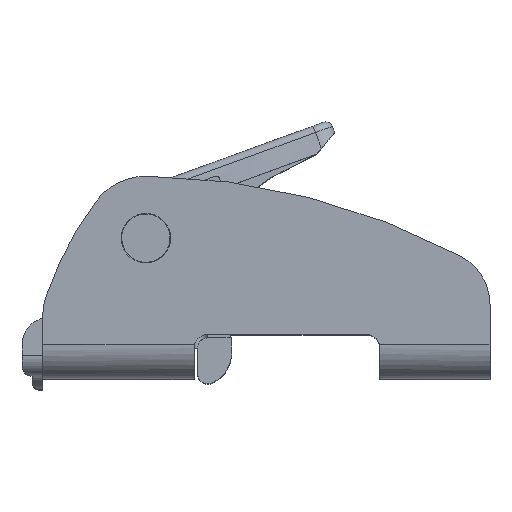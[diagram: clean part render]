
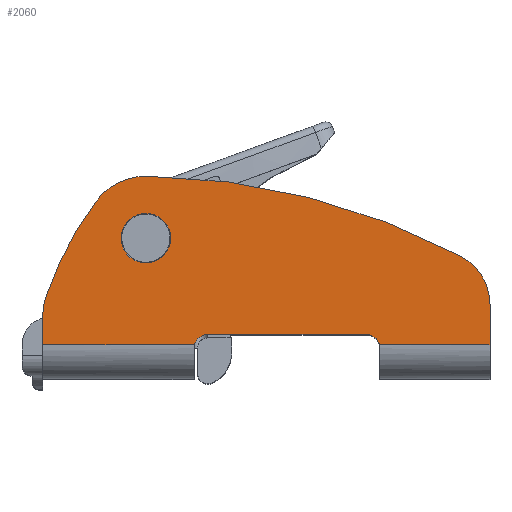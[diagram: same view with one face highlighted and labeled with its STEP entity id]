
A CAD part, top view. The second image highlights one B-rep face of the part: STEP entity #2060.
In plain terms, the highlighted planar face has unit normal (0, 0, 1).
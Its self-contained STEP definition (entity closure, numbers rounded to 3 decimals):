
#41 = CARTESIAN_POINT ( 'NONE',  ( -5., 3.928, 27.25 ) ) ;
#116 = CIRCLE ( 'NONE', #4188, 10. ) ;
#136 = CARTESIAN_POINT ( 'NONE',  ( 9., 1.5, 27.25 ) ) ;
#157 = CARTESIAN_POINT ( 'NONE',  ( 7.064, 0., 27.25 ) ) ;
#198 = DIRECTION ( 'NONE',  ( 0., 0., 1. ) ) ;
#240 = CIRCLE ( 'NONE', #4504, 2. ) ;
#354 = CIRCLE ( 'NONE', #4552, 2. ) ;
#466 = CARTESIAN_POINT ( 'NONE',  ( -15., 0., 27.25 ) ) ;
#508 = CIRCLE ( 'NONE', #5333, 100. ) ;
#563 = VERTEX_POINT ( 'NONE', #5869 ) ;
#610 = ORIENTED_EDGE ( 'NONE', *, *, #611, .T. ) ;
#611 = EDGE_CURVE ( 'NONE', #820, #5953, #1883, .T. ) ;
#733 = DIRECTION ( 'NONE',  ( 1., 0., 0. ) ) ;
#793 = VERTEX_POINT ( 'NONE', #5913 ) ;
#820 = VERTEX_POINT ( 'NONE', #3283 ) ;
#863 = CARTESIAN_POINT ( 'NONE',  ( -15., 34.5, 27.25 ) ) ;
#951 = CARTESIAN_POINT ( 'NONE',  ( 3.6, 15.5, 27.25 ) ) ;
#1082 = LINE ( 'NONE', #466, #4175 ) ;
#1107 = VERTEX_POINT ( 'NONE', #2456 ) ;
#1156 = CARTESIAN_POINT ( 'NONE',  ( -3.6, 15.5, 27.25 ) ) ;
#1222 = VERTEX_POINT ( 'NONE', #951 ) ;
#1256 = DIRECTION ( 'NONE',  ( 1., 0., 0. ) ) ;
#1351 = DIRECTION ( 'NONE',  ( 0., 0., 1. ) ) ;
#1360 = VERTEX_POINT ( 'NONE', #1156 ) ;
#1431 = EDGE_CURVE ( 'NONE', #3971, #2436, #4072, .T. ) ;
#1467 = PLANE ( 'NONE',  #2866 ) ;
#1509 = DIRECTION ( 'NONE',  ( 1., 0., 0. ) ) ;
#1621 = EDGE_CURVE ( 'NONE', #793, #1107, #1082, .T. ) ;
#1622 = LINE ( 'NONE', #4622, #5148 ) ;
#1802 = ORIENTED_EDGE ( 'NONE', *, *, #2956, .F. ) ;
#1876 = DIRECTION ( 'NONE',  ( 0., 0., 1. ) ) ;
#1883 = CIRCLE ( 'NONE', #5915, 8. ) ;
#1948 = VERTEX_POINT ( 'NONE', #157 ) ;
#1966 = DIRECTION ( 'NONE',  ( 1., 0., 0. ) ) ;
#1971 = CARTESIAN_POINT ( 'NONE',  ( 42., 5.818, 27.25 ) ) ;
#1989 = CARTESIAN_POINT ( 'NONE',  ( -14.459, 7.173, 27.25 ) ) ;
#2016 = ORIENTED_EDGE ( 'NONE', *, *, #1431, .F. ) ;
#2032 = ORIENTED_EDGE ( 'NONE', *, *, #4710, .F. ) ;
#2042 = DIRECTION ( 'NONE',  ( 0., -1., 0. ) ) ;
#2060 = ADVANCED_FACE ( 'NONE', ( #2708, #4402 ), #1467, .T. ) ;
#2093 = ORIENTED_EDGE ( 'NONE', *, *, #4871, .F. ) ;
#2105 = VECTOR ( 'NONE', #4480, 1000. ) ;
#2145 = DIRECTION ( 'NONE',  ( 0., 0., -1. ) ) ;
#2218 = CARTESIAN_POINT ( 'NONE',  ( 32., 1.5, 27.25 ) ) ;
#2250 = VECTOR ( 'NONE', #3008, 1000. ) ;
#2254 = VERTEX_POINT ( 'NONE', #3430 ) ;
#2321 = ORIENTED_EDGE ( 'NONE', *, *, #2454, .T. ) ;
#2436 = VERTEX_POINT ( 'NONE', #2529 ) ;
#2454 = EDGE_CURVE ( 'NONE', #3881, #1948, #4271, .T. ) ;
#2456 = CARTESIAN_POINT ( 'NONE',  ( 50., 0., 27.25 ) ) ;
#2506 = CARTESIAN_POINT ( 'NONE',  ( 0., 15.5, 27.25 ) ) ;
#2529 = CARTESIAN_POINT ( 'NONE',  ( -7.208, 20.89, 27.25 ) ) ;
#2570 = EDGE_CURVE ( 'NONE', #3971, #563, #116, .T. ) ;
#2574 = EDGE_LOOP ( 'NONE', ( #2016, #4936, #4102, #2321, #1802, #2032, #3718, #2904, #4281, #610, #4155, #2093 ) ) ;
#2591 = DIRECTION ( 'NONE',  ( 0., 0., -1. ) ) ;
#2642 = DIRECTION ( 'NONE',  ( 1., 0., 0. ) ) ;
#2676 = CARTESIAN_POINT ( 'NONE',  ( -15., 34.5, 27.25 ) ) ;
#2702 = EDGE_CURVE ( 'NONE', #793, #3754, #240, .T. ) ;
#2708 = FACE_BOUND ( 'NONE', #3220, .T. ) ;
#2771 = CARTESIAN_POINT ( 'NONE',  ( -1.039, -75.494, 27.25 ) ) ;
#2866 = AXIS2_PLACEMENT_3D ( 'NONE', #863, #198, #5708 ) ;
#2904 = ORIENTED_EDGE ( 'NONE', *, *, #1621, .T. ) ;
#2956 = EDGE_CURVE ( 'NONE', #3107, #1948, #354, .T. ) ;
#3007 = VECTOR ( 'NONE', #2042, 1000. ) ;
#3008 = DIRECTION ( 'NONE',  ( 1., 0., 0. ) ) ;
#3107 = VERTEX_POINT ( 'NONE', #136 ) ;
#3220 = EDGE_LOOP ( 'NONE', ( #5184, #3253 ) ) ;
#3232 = CARTESIAN_POINT ( 'NONE',  ( 32.835, -9.053, 27.25 ) ) ;
#3235 = DIRECTION ( 'NONE',  ( 1., 0., 0. ) ) ;
#3253 = ORIENTED_EDGE ( 'NONE', *, *, #3710, .F. ) ;
#3279 = DIRECTION ( 'NONE',  ( 0., 0., 1. ) ) ;
#3283 = CARTESIAN_POINT ( 'NONE',  ( 50., 5.818, 27.25 ) ) ;
#3312 = LINE ( 'NONE', #2676, #3007 ) ;
#3430 = CARTESIAN_POINT ( 'NONE',  ( 0.103, 24.499, 27.25 ) ) ;
#3602 = EDGE_CURVE ( 'NONE', #2254, #5953, #508, .T. ) ;
#3649 = CARTESIAN_POINT ( 'NONE',  ( -15., 0., 27.25 ) ) ;
#3697 = AXIS2_PLACEMENT_3D ( 'NONE', #5624, #4368, #3750 ) ;
#3701 = CARTESIAN_POINT ( 'NONE',  ( -15., 0., 27.25 ) ) ;
#3710 = EDGE_CURVE ( 'NONE', #1360, #1222, #5448, .T. ) ;
#3718 = ORIENTED_EDGE ( 'NONE', *, *, #2702, .F. ) ;
#3750 = DIRECTION ( 'NONE',  ( 1., 0., 0. ) ) ;
#3754 = VERTEX_POINT ( 'NONE', #2218 ) ;
#3775 = DIRECTION ( 'NONE',  ( 1., 0., 0. ) ) ;
#3854 = DIRECTION ( 'NONE',  ( 0., 0., 1. ) ) ;
#3881 = VERTEX_POINT ( 'NONE', #3701 ) ;
#3882 = AXIS2_PLACEMENT_3D ( 'NONE', #2506, #1876, #1256 ) ;
#3971 = VERTEX_POINT ( 'NONE', #1989 ) ;
#3992 = DIRECTION ( 'NONE',  ( 0., -1., 0. ) ) ;
#4072 = CIRCLE ( 'NONE', #4765, 50. ) ;
#4102 = ORIENTED_EDGE ( 'NONE', *, *, #4585, .T. ) ;
#4123 = EDGE_CURVE ( 'NONE', #1222, #1360, #5875, .T. ) ;
#4155 = ORIENTED_EDGE ( 'NONE', *, *, #3602, .F. ) ;
#4175 = VECTOR ( 'NONE', #5940, 1000. ) ;
#4188 = AXIS2_PLACEMENT_3D ( 'NONE', #41, #5562, #4924 ) ;
#4271 = LINE ( 'NONE', #3649, #2250 ) ;
#4281 = ORIENTED_EDGE ( 'NONE', *, *, #5089, .F. ) ;
#4368 = DIRECTION ( 'NONE',  ( 0., 0., -1. ) ) ;
#4393 = DIRECTION ( 'NONE',  ( 0., 0., 1. ) ) ;
#4402 = FACE_OUTER_BOUND ( 'NONE', #2574, .T. ) ;
#4480 = DIRECTION ( 'NONE',  ( -1., 0., 0. ) ) ;
#4504 = AXIS2_PLACEMENT_3D ( 'NONE', #4532, #3279, #2642 ) ;
#4532 = CARTESIAN_POINT ( 'NONE',  ( 32., -0.5, 27.25 ) ) ;
#4552 = AXIS2_PLACEMENT_3D ( 'NONE', #5104, #3854, #3235 ) ;
#4585 = EDGE_CURVE ( 'NONE', #563, #3881, #3312, .T. ) ;
#4622 = CARTESIAN_POINT ( 'NONE',  ( 50., 34.5, 27.25 ) ) ;
#4710 = EDGE_CURVE ( 'NONE', #3754, #3107, #5721, .T. ) ;
#4765 = AXIS2_PLACEMENT_3D ( 'NONE', #3232, #2591, #1966 ) ;
#4871 = EDGE_CURVE ( 'NONE', #2436, #2254, #5589, .T. ) ;
#4924 = DIRECTION ( 'NONE',  ( 1., 0., 0. ) ) ;
#4936 = ORIENTED_EDGE ( 'NONE', *, *, #2570, .T. ) ;
#5016 = CARTESIAN_POINT ( 'NONE',  ( 0., 15.5, 27.25 ) ) ;
#5060 = AXIS2_PLACEMENT_3D ( 'NONE', #5016, #4393, #3775 ) ;
#5089 = EDGE_CURVE ( 'NONE', #820, #1107, #1622, .T. ) ;
#5102 = CARTESIAN_POINT ( 'NONE',  ( -15., 1.5, 27.25 ) ) ;
#5104 = CARTESIAN_POINT ( 'NONE',  ( 9., -0.5, 27.25 ) ) ;
#5148 = VECTOR ( 'NONE', #3992, 1000. ) ;
#5184 = ORIENTED_EDGE ( 'NONE', *, *, #4123, .F. ) ;
#5333 = AXIS2_PLACEMENT_3D ( 'NONE', #2771, #2145, #1509 ) ;
#5448 = CIRCLE ( 'NONE', #5060, 3.6 ) ;
#5562 = DIRECTION ( 'NONE',  ( 0., 0., 1. ) ) ;
#5589 = CIRCLE ( 'NONE', #3697, 9. ) ;
#5624 = CARTESIAN_POINT ( 'NONE',  ( 0., 15.5, 27.25 ) ) ;
#5708 = DIRECTION ( 'NONE',  ( 1., 0., 0. ) ) ;
#5711 = CARTESIAN_POINT ( 'NONE',  ( 45.743, 12.888, 27.25 ) ) ;
#5721 = LINE ( 'NONE', #5102, #2105 ) ;
#5869 = CARTESIAN_POINT ( 'NONE',  ( -15., 3.928, 27.25 ) ) ;
#5875 = CIRCLE ( 'NONE', #3882, 3.6 ) ;
#5913 = CARTESIAN_POINT ( 'NONE',  ( 33.936, 0., 27.25 ) ) ;
#5915 = AXIS2_PLACEMENT_3D ( 'NONE', #1971, #1351, #733 ) ;
#5940 = DIRECTION ( 'NONE',  ( 1., 0., 0. ) ) ;
#5953 = VERTEX_POINT ( 'NONE', #5711 ) ;
